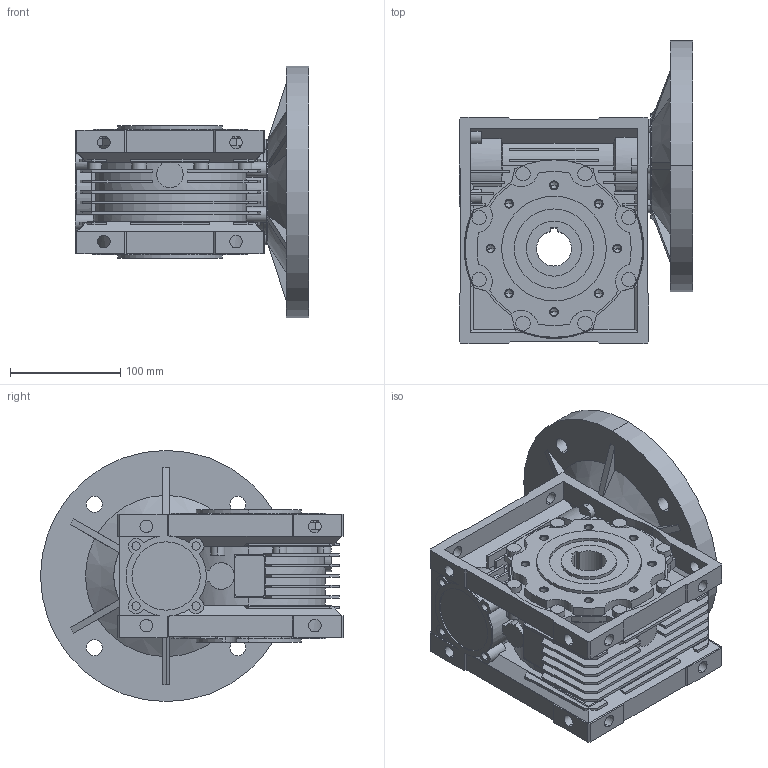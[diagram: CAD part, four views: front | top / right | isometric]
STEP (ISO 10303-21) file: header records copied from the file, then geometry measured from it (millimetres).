
FILE_DESCRIPTION (( 'STEP AP203' ), '1' );
FILE_NAME ('WGA-75M-010-H3.step', '2023-03-08T19:54:37', ( '' ), ( '' ), 'SwSTEP 2.0', 'SolidWorks 2021', '' );
FILE_SCHEMA (( 'CONFIG_CONTROL_DESIGN' ));
Length unit declared in the file: inch
Products named in the file (1): WGA-75M-010-H3
Bounding box: 212 x 275 x 228 mm (x, y, z)
Volume: 3197373.5 mm3; surface area: 554765 mm2
Topology: 4 solids, 4 shells, 1163 faces, 3260 edges, 2122 vertices
Faces by surface type: plane 665, cylinder 380, cone 114, torus 4
Entity records: 37991 total; most frequent: CARTESIAN_POINT 7571, ORIENTED_EDGE 6456, DIRECTION 6319, EDGE_CURVE 3228, AXIS2_PLACEMENT_3D 2147, VERTEX_POINT 2122, LINE 2025, VECTOR 2025
